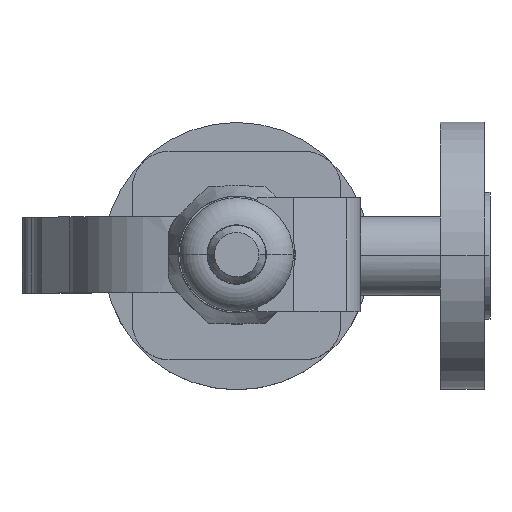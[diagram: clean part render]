
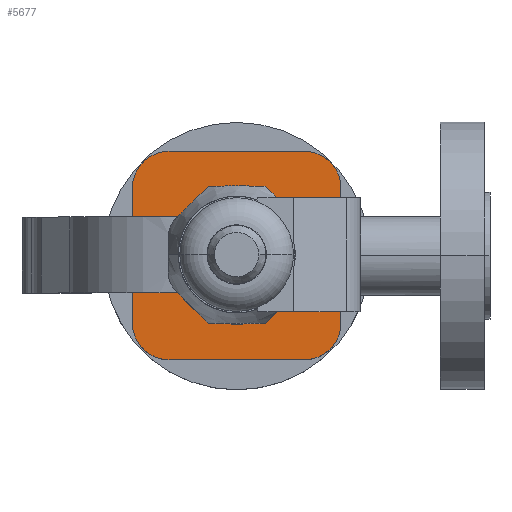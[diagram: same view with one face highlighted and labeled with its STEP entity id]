
A CAD part, top view. The second image highlights one B-rep face of the part: STEP entity #5677.
In plain terms, the highlighted planar face has unit normal (0, 0, 1).
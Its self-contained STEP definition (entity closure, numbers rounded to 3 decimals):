
#5481=CARTESIAN_POINT('',(24.042,37.042,143.746));
#5482=VERTEX_POINT('',#5481);
#5489=CARTESIAN_POINT('',(37.042,24.042,143.746));
#5490=VERTEX_POINT('',#5489);
#5491=CARTESIAN_POINT('',(24.042,24.042,143.746));
#5492=DIRECTION('',(-0.,-0.,1.));
#5493=DIRECTION('',(1.,-0.,-0.));
#5494=AXIS2_PLACEMENT_3D('',#5491,#5492,#5493);
#5495=CIRCLE('',#5494,13.);
#5496=EDGE_CURVE('',#5490,#5482,#5495,.T.);
#5514=CARTESIAN_POINT('',(37.042,-24.042,143.746));
#5515=VERTEX_POINT('',#5514);
#5516=CARTESIAN_POINT('',(37.042,-24.042,143.746));
#5517=DIRECTION('',(-0.,1.,0.));
#5518=VECTOR('',#5517,48.083);
#5519=LINE('',#5516,#5518);
#5520=EDGE_CURVE('',#5515,#5490,#5519,.T.);
#5538=CARTESIAN_POINT('',(24.042,-37.042,143.746));
#5539=VERTEX_POINT('',#5538);
#5540=CARTESIAN_POINT('',(24.042,-24.042,143.746));
#5541=DIRECTION('',(-0.,-0.,1.));
#5542=DIRECTION('',(-0.,-1.,-0.));
#5543=AXIS2_PLACEMENT_3D('',#5540,#5541,#5542);
#5544=CIRCLE('',#5543,13.);
#5545=EDGE_CURVE('',#5539,#5515,#5544,.T.);
#5563=CARTESIAN_POINT('',(-24.042,-37.042,143.746));
#5564=VERTEX_POINT('',#5563);
#5565=CARTESIAN_POINT('',(-24.042,-37.042,143.746));
#5566=DIRECTION('',(1.,-0.,-0.));
#5567=VECTOR('',#5566,48.083);
#5568=LINE('',#5565,#5567);
#5569=EDGE_CURVE('',#5564,#5539,#5568,.T.);
#5587=CARTESIAN_POINT('',(-37.042,-24.042,143.746));
#5588=VERTEX_POINT('',#5587);
#5589=CARTESIAN_POINT('',(-24.042,-24.042,143.746));
#5590=DIRECTION('',(-0.,-0.,1.));
#5591=DIRECTION('',(-1.,0.,0.));
#5592=AXIS2_PLACEMENT_3D('',#5589,#5590,#5591);
#5593=CIRCLE('',#5592,13.);
#5594=EDGE_CURVE('',#5588,#5564,#5593,.T.);
#5611=CARTESIAN_POINT('',(-24.042,37.042,143.746));
#5612=VERTEX_POINT('',#5611);
#5619=CARTESIAN_POINT('',(24.042,37.042,143.746));
#5620=DIRECTION('',(-1.,-0.,-0.));
#5621=VECTOR('',#5620,48.083);
#5622=LINE('',#5619,#5621);
#5623=EDGE_CURVE('',#5482,#5612,#5622,.T.);
#5629=CARTESIAN_POINT('',(36.25,-0.,143.746));
#5630=DIRECTION('',(-0.,-0.,1.));
#5631=DIRECTION('',(1.,0.,0.));
#5632=AXIS2_PLACEMENT_3D('',#5629,#5630,#5631);
#5633=PLANE('',#5632);
#5634=ORIENTED_EDGE('',*,*,#5594,.T.);
#5635=ORIENTED_EDGE('',*,*,#5569,.T.);
#5636=ORIENTED_EDGE('',*,*,#5545,.T.);
#5637=ORIENTED_EDGE('',*,*,#5520,.T.);
#5638=ORIENTED_EDGE('',*,*,#5496,.T.);
#5639=ORIENTED_EDGE('',*,*,#5623,.T.);
#5640=CARTESIAN_POINT('',(-37.042,24.042,143.746));
#5641=VERTEX_POINT('',#5640);
#5642=CARTESIAN_POINT('',(-24.042,24.042,143.746));
#5643=DIRECTION('',(-0.,-0.,1.));
#5644=DIRECTION('',(0.,1.,0.));
#5645=AXIS2_PLACEMENT_3D('',#5642,#5643,#5644);
#5646=CIRCLE('',#5645,13.);
#5647=EDGE_CURVE('',#5612,#5641,#5646,.T.);
#5648=ORIENTED_EDGE('',*,*,#5647,.T.);
#5649=CARTESIAN_POINT('',(-37.042,24.042,143.746));
#5650=DIRECTION('',(0.,-1.,-0.));
#5651=VECTOR('',#5650,48.083);
#5652=LINE('',#5649,#5651);
#5653=EDGE_CURVE('',#5641,#5588,#5652,.T.);
#5654=ORIENTED_EDGE('',*,*,#5653,.T.);
#5655=EDGE_LOOP('',(#5634,#5635,#5636,#5637,#5638,#5639,#5648,#5654));
#5656=FACE_BOUND('',#5655,.T.);
#5657=CARTESIAN_POINT('',(-24.5,-0.,143.746));
#5658=VERTEX_POINT('',#5657);
#5659=CARTESIAN_POINT('',(24.5,-0.,143.746));
#5660=VERTEX_POINT('',#5659);
#5661=CARTESIAN_POINT('',(0.,-0.,143.746));
#5662=DIRECTION('',(-0.,-0.,1.));
#5663=DIRECTION('',(1.,0.,0.));
#5664=AXIS2_PLACEMENT_3D('',#5661,#5662,#5663);
#5665=CIRCLE('',#5664,24.5);
#5666=EDGE_CURVE('',#5658,#5660,#5665,.T.);
#5667=ORIENTED_EDGE('',*,*,#5666,.F.);
#5668=CARTESIAN_POINT('',(0.,-0.,143.746));
#5669=DIRECTION('',(-0.,-0.,1.));
#5670=DIRECTION('',(1.,0.,0.));
#5671=AXIS2_PLACEMENT_3D('',#5668,#5669,#5670);
#5672=CIRCLE('',#5671,24.5);
#5673=EDGE_CURVE('',#5660,#5658,#5672,.T.);
#5674=ORIENTED_EDGE('',*,*,#5673,.F.);
#5675=EDGE_LOOP('',(#5667,#5674));
#5676=FACE_BOUND('',#5675,.T.);
#5677=ADVANCED_FACE('',(#5656,#5676),#5633,.T.);
